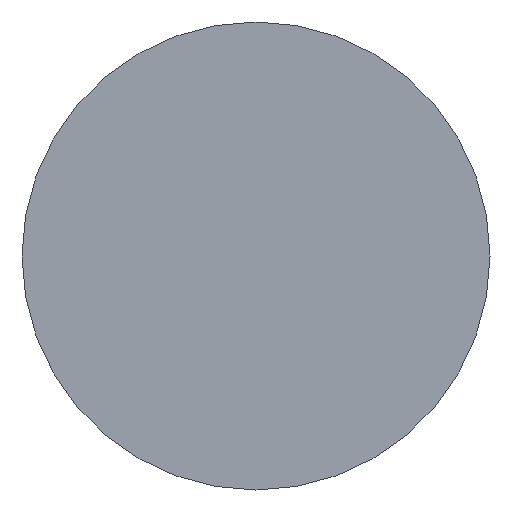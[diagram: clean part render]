
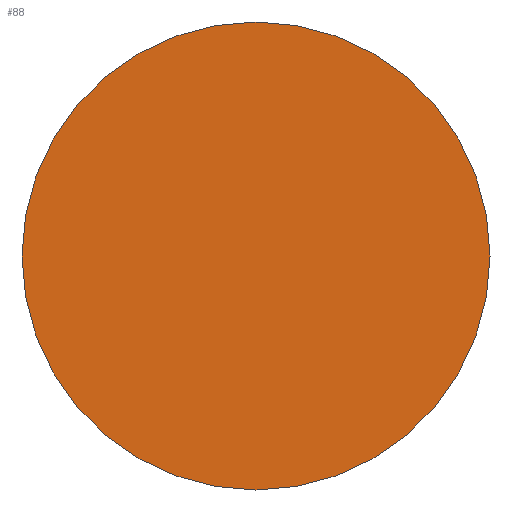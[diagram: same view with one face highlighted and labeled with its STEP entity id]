
A CAD part, left-side view. The second image highlights one B-rep face of the part: STEP entity #88.
In plain terms, the highlighted planar face has unit normal (-1, 0, 0).
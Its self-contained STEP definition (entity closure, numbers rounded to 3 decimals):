
#52=CARTESIAN_POINT('',(-4.5,0.,13.0));
#53=VERTEX_POINT('',#52);
#70=CARTESIAN_POINT('',(-4.5,0.0,0.0));
#71=DIRECTION('',(-1.0,0.0,0.0));
#72=DIRECTION('',(0.0,0.0,1.0));
#73=AXIS2_PLACEMENT_3D('',#70,#71,#72);
#74=CIRCLE('',#73,13.0);
#75=EDGE_CURVE('',#53,#53,#74,.T.);
#80=CARTESIAN_POINT('',(-4.5,13.0,0.0));
#81=DIRECTION('',(1.0,0.0,0.0));
#82=DIRECTION('',(0.0,0.0,-1.0));
#83=AXIS2_PLACEMENT_3D('',#80,#81,#82);
#84=PLANE('',#83);
#85=ORIENTED_EDGE('',*,*,#75,.T.);
#86=EDGE_LOOP('',(#85));
#87=FACE_BOUND('',#86,.T.);
#88=ADVANCED_FACE('',(#87),#84,.F.);
